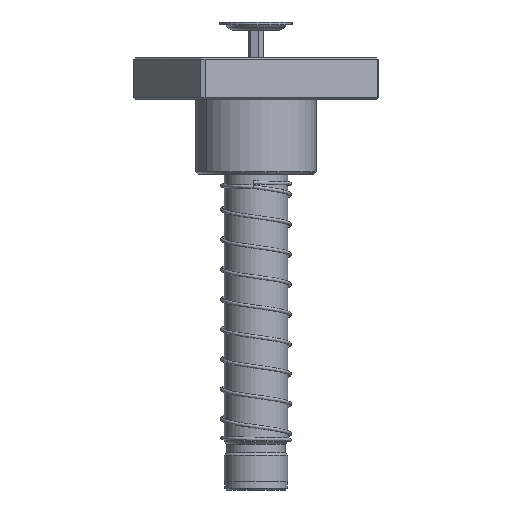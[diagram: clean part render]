
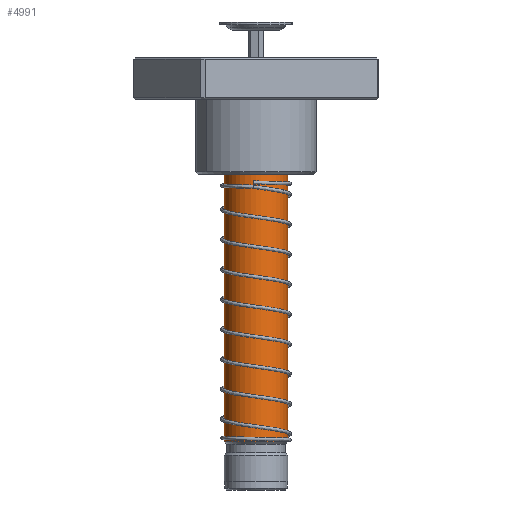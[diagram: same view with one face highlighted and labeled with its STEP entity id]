
A CAD part, front view. The second image highlights one B-rep face of the part: STEP entity #4991.
In plain terms, the highlighted cylindrical face has radius 19 mm (diameter 38 mm), a partial arc.
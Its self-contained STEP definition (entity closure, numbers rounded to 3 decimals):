
#1020 = VERTEX_POINT ( 'NONE', #31984 ) ;
#3234 = CARTESIAN_POINT ( 'NONE',  ( 19., 0., 29. ) ) ;
#3523 = FACE_OUTER_BOUND ( 'NONE', #29707, .T. ) ;
#3863 = ORIENTED_EDGE ( 'NONE', *, *, #34346, .T. ) ;
#4690 = ORIENTED_EDGE ( 'NONE', *, *, #27938, .T. ) ;
#4991 = ADVANCED_FACE ( 'NONE', ( #3523 ), #35701, .T. ) ;
#5157 = CIRCLE ( 'NONE', #18590, 19. ) ;
#5276 = AXIS2_PLACEMENT_3D ( 'NONE', #38044, #10544, #19564 ) ;
#6674 = LINE ( 'NONE', #13046, #11004 ) ;
#7126 = DIRECTION ( 'NONE',  ( 0., 0., -1. ) ) ;
#8068 = ORIENTED_EDGE ( 'NONE', *, *, #33331, .F. ) ;
#8507 = VECTOR ( 'NONE', #8598, 1000. ) ;
#8598 = DIRECTION ( 'NONE',  ( 0., 0., -1. ) ) ;
#10544 = DIRECTION ( 'NONE',  ( 0., 0., -1. ) ) ;
#11004 = VECTOR ( 'NONE', #7126, 1000. ) ;
#11091 = AXIS2_PLACEMENT_3D ( 'NONE', #35419, #15018, #27743 ) ;
#11385 = DIRECTION ( 'NONE',  ( 0., 0., -1. ) ) ;
#11747 = EDGE_CURVE ( 'NONE', #12131, #1020, #30482, .T. ) ;
#12131 = VERTEX_POINT ( 'NONE', #3234 ) ;
#13046 = CARTESIAN_POINT ( 'NONE',  ( 19., 0., 260. ) ) ;
#13056 = CARTESIAN_POINT ( 'NONE',  ( 19., 0., 257. ) ) ;
#14960 = CARTESIAN_POINT ( 'NONE',  ( -19., 0., 257. ) ) ;
#15018 = DIRECTION ( 'NONE',  ( 0., 0., -1. ) ) ;
#18590 = AXIS2_PLACEMENT_3D ( 'NONE', #23559, #11385, #20751 ) ;
#19564 = DIRECTION ( 'NONE',  ( -1., 0., 0. ) ) ;
#20375 = VERTEX_POINT ( 'NONE', #14960 ) ;
#20751 = DIRECTION ( 'NONE',  ( 1., 0., 0. ) ) ;
#23559 = CARTESIAN_POINT ( 'NONE',  ( 0., 0., 257. ) ) ;
#27743 = DIRECTION ( 'NONE',  ( -1., 0., 0. ) ) ;
#27938 = EDGE_CURVE ( 'NONE', #28797, #20375, #5157, .T. ) ;
#28797 = VERTEX_POINT ( 'NONE', #13056 ) ;
#29707 = EDGE_LOOP ( 'NONE', ( #8068, #4690, #3863, #39703 ) ) ;
#30482 = CIRCLE ( 'NONE', #5276, 19. ) ;
#31984 = CARTESIAN_POINT ( 'NONE',  ( -19., 0., 29. ) ) ;
#32871 = CARTESIAN_POINT ( 'NONE',  ( -19., 0., 260. ) ) ;
#33331 = EDGE_CURVE ( 'NONE', #28797, #12131, #6674, .T. ) ;
#34346 = EDGE_CURVE ( 'NONE', #20375, #1020, #37834, .T. ) ;
#35419 = CARTESIAN_POINT ( 'NONE',  ( 0., 0., 260. ) ) ;
#35701 = CYLINDRICAL_SURFACE ( 'NONE', #11091, 19. ) ;
#37834 = LINE ( 'NONE', #32871, #8507 ) ;
#38044 = CARTESIAN_POINT ( 'NONE',  ( 0., 0., 29. ) ) ;
#39703 = ORIENTED_EDGE ( 'NONE', *, *, #11747, .F. ) ;
